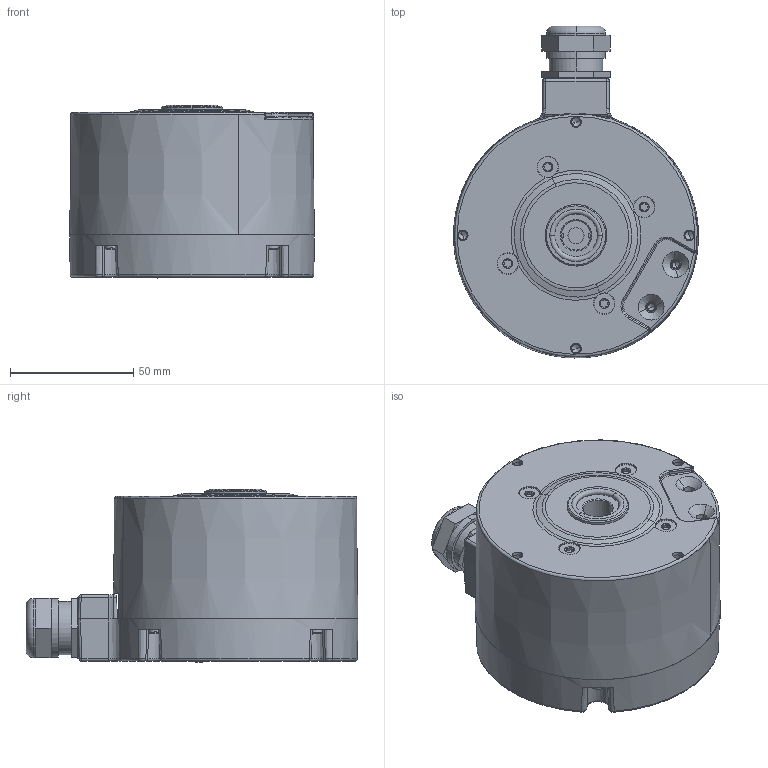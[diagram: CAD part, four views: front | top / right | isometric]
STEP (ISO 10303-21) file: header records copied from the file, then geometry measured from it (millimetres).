
FILE_DESCRIPTION((''),'2;1');
FILE_NAME('751026-02','2013-08-06T',('se2562'),(''),'PRO/ENGINEER BY PARAMETRIC TECHNOLOGY CORPORATION, 2011410','PRO/ENGINEER BY PARAMETRIC TECHNOLOGY CORPORATION, 2011410','');
FILE_SCHEMA(('CONFIG_CONTROL_DESIGN'));
Length unit declared in the file: millimetre
Products named in the file (1): 751026-02
Bounding box: 99.5 x 134.84 x 70.33 mm (x, y, z)
Volume: 249392.3 mm3; surface area: 112024.1 mm2
Topology: 20 solids, 39 shells, 1135 faces, 2617 edges, 1490 vertices
Faces by surface type: cylinder 305, cone 270, plane 197, torus 161, bspline 108, sphere 94
Entity records: 40968 total; most frequent: CARTESIAN_POINT 16359, DIRECTION 5436, ORIENTED_EDGE 4922, EDGE_CURVE 2461, AXIS2_PLACEMENT_3D 2375, VERTEX_POINT 1490, CIRCLE 1348, EDGE_LOOP 1245
